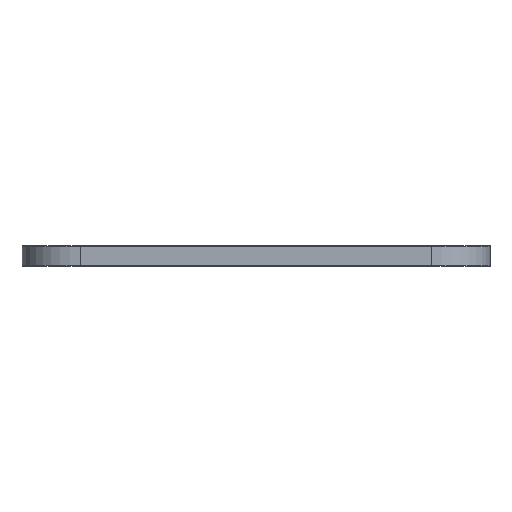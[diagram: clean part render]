
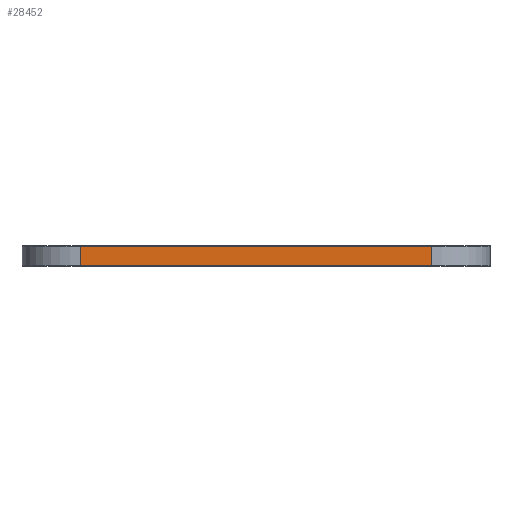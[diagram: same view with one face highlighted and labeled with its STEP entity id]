
A CAD part, left-side view. The second image highlights one B-rep face of the part: STEP entity #28452.
In plain terms, the highlighted planar face has unit normal (-1, 0, 0).
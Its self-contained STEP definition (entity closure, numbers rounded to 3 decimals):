
#27875 = VERTEX_POINT('',#27876);
#27876 = CARTESIAN_POINT('',(-35.75,21.,0.));
#27883 = EDGE_CURVE('',#27884,#27875,#27886,.T.);
#27884 = VERTEX_POINT('',#27885);
#27885 = CARTESIAN_POINT('',(-35.75,3.,0.));
#27886 = LINE('',#27887,#27888);
#27887 = CARTESIAN_POINT('',(-35.75,3.,0.));
#27888 = VECTOR('',#27889,1.);
#27889 = DIRECTION('',(0.,1.,0.));
#28137 = VERTEX_POINT('',#28138);
#28138 = CARTESIAN_POINT('',(-35.75,21.,1.));
#28145 = EDGE_CURVE('',#28146,#28137,#28148,.T.);
#28146 = VERTEX_POINT('',#28147);
#28147 = CARTESIAN_POINT('',(-35.75,3.,1.));
#28148 = LINE('',#28149,#28150);
#28149 = CARTESIAN_POINT('',(-35.75,3.,1.));
#28150 = VECTOR('',#28151,1.);
#28151 = DIRECTION('',(0.,1.,0.));
#28422 = EDGE_CURVE('',#27875,#28137,#28423,.T.);
#28423 = LINE('',#28424,#28425);
#28424 = CARTESIAN_POINT('',(-35.75,21.,0.));
#28425 = VECTOR('',#28426,1.);
#28426 = DIRECTION('',(0.,0.,1.));
#28452 = ADVANCED_FACE('',(#28453),#28464,.T.);
#28453 = FACE_BOUND('',#28454,.T.);
#28454 = EDGE_LOOP('',(#28455,#28461,#28462,#28463));
#28455 = ORIENTED_EDGE('',*,*,#28456,.T.);
#28456 = EDGE_CURVE('',#27884,#28146,#28457,.T.);
#28457 = LINE('',#28458,#28459);
#28458 = CARTESIAN_POINT('',(-35.75,3.,0.));
#28459 = VECTOR('',#28460,1.);
#28460 = DIRECTION('',(0.,0.,1.));
#28461 = ORIENTED_EDGE('',*,*,#28145,.T.);
#28462 = ORIENTED_EDGE('',*,*,#28422,.F.);
#28463 = ORIENTED_EDGE('',*,*,#27883,.F.);
#28464 = PLANE('',#28465);
#28465 = AXIS2_PLACEMENT_3D('',#28466,#28467,#28468);
#28466 = CARTESIAN_POINT('',(-35.75,3.,0.));
#28467 = DIRECTION('',(-1.,0.,0.));
#28468 = DIRECTION('',(0.,1.,0.));
